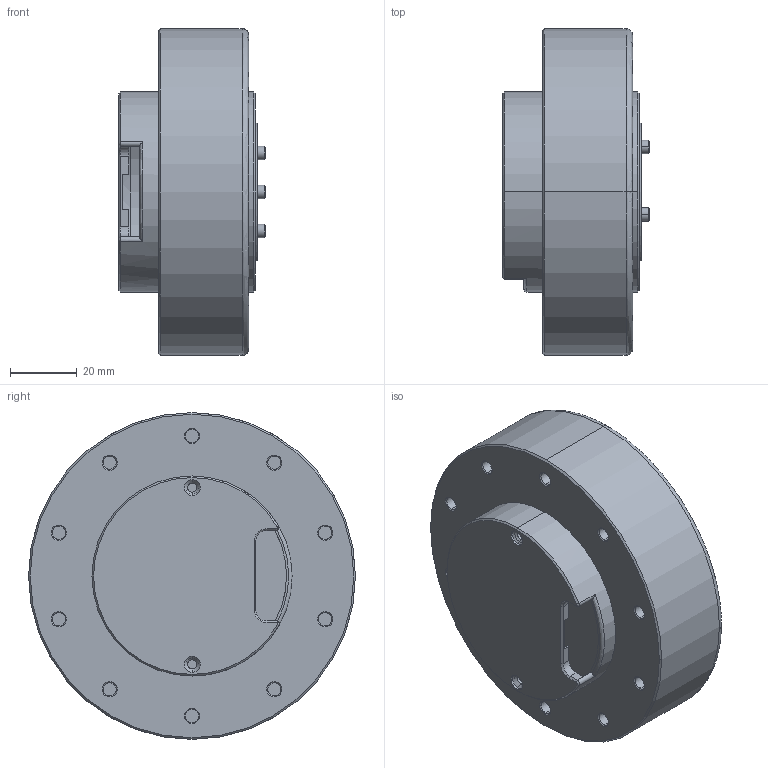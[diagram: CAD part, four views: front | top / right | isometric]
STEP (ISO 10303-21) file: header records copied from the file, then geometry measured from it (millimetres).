
FILE_DESCRIPTION (( 'STEP AP214' ), '1' );
FILE_NAME ('RMD-X8-P9 V2.step', '2023-12-27T05:44:23', ( '' ), ( '' ), 'SwSTEP 2.0', 'SolidWorks 2020', '' );
FILE_SCHEMA (( 'AUTOMOTIVE_DESIGN' ));
Length unit declared in the file: millimetre
Products named in the file (1): RMD-X8-P9 V2
Bounding box: 44 x 98 x 98 mm (x, y, z)
Volume: 211231.3 mm3; surface area: 35363.7 mm2
Topology: 1 solids, 1 shells, 337 faces, 792 edges, 502 vertices
Faces by surface type: cylinder 172, plane 87, cone 75, bspline 3
Entity records: 10208 total; most frequent: DIRECTION 1876, CARTESIAN_POINT 1784, ORIENTED_EDGE 1584, EDGE_CURVE 792, AXIS2_PLACEMENT_3D 762, VERTEX_POINT 502, CIRCLE 427, EDGE_LOOP 386
